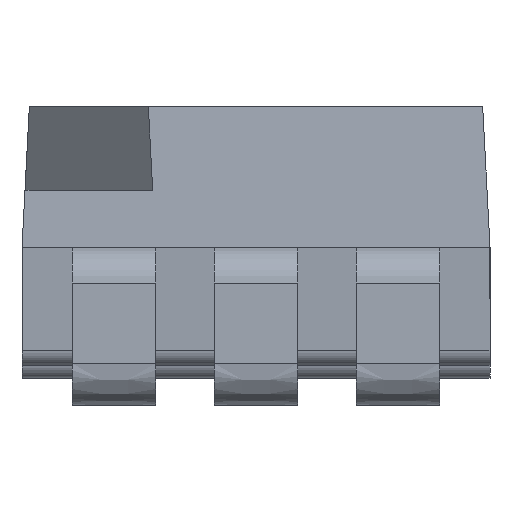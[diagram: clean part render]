
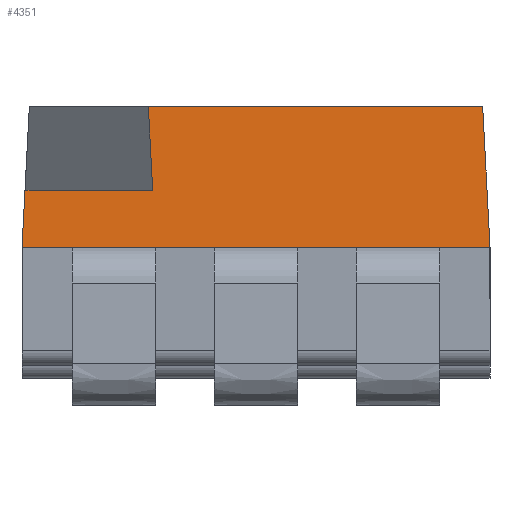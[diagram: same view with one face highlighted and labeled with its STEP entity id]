
A CAD part, left-side view. The second image highlights one B-rep face of the part: STEP entity #4351.
In plain terms, the highlighted planar face has unit normal (-0.999, 0, 0.052).
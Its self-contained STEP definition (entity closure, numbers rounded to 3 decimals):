
#311=ORIENTED_EDGE('',*,*,#1629,.F.);
#312=ORIENTED_EDGE('',*,*,#1630,.T.);
#313=ORIENTED_EDGE('',*,*,#1631,.T.);
#314=ORIENTED_EDGE('',*,*,#1617,.T.);
#315=ORIENTED_EDGE('',*,*,#1632,.F.);
#316=ORIENTED_EDGE('',*,*,#1633,.F.);
#1617=EDGE_CURVE('',#2276,#2277,#2717,.F.);
#1629=EDGE_CURVE('',#2288,#2289,#2725,.F.);
#1630=EDGE_CURVE('',#2288,#2290,#2726,.F.);
#1631=EDGE_CURVE('',#2290,#2276,#2727,.T.);
#1632=EDGE_CURVE('',#2291,#2277,#2728,.T.);
#1633=EDGE_CURVE('',#2289,#2291,#2729,.F.);
#2276=VERTEX_POINT('',#7326);
#2277=VERTEX_POINT('',#7327);
#2288=VERTEX_POINT('',#7351);
#2289=VERTEX_POINT('',#7352);
#2290=VERTEX_POINT('',#7354);
#2291=VERTEX_POINT('',#7357);
#2717=LINE('',#7325,#3201);
#2725=LINE('',#7350,#3209);
#2726=LINE('',#7353,#3210);
#2727=LINE('',#7355,#3211);
#2728=LINE('',#7356,#3212);
#2729=LINE('',#7358,#3213);
#3201=VECTOR('',#6053,1000.);
#3209=VECTOR('',#6071,1000.);
#3210=VECTOR('',#6072,1000.);
#3211=VECTOR('',#6073,1000.);
#3212=VECTOR('',#6074,1000.);
#3213=VECTOR('',#6075,1000.);
#3687=EDGE_LOOP('',(#311,#312,#313,#314,#315,#316));
#3937=FACE_BOUND('',#3687,.T.);
#4186=PLANE('',#5660);
#4351=ADVANCED_FACE('',(#3937),#4186,.T.);
#5660=AXIS2_PLACEMENT_3D('',#7349,#6069,#6070);
#6053=DIRECTION('',(0.,1.,0.));
#6069=DIRECTION('',(-0.999,0.,0.052));
#6070=DIRECTION('',(0.052,0.,0.999));
#6071=DIRECTION('',(-0.052,-0.052,-0.997));
#6072=DIRECTION('',(0.,-1.,0.));
#6073=DIRECTION('',(-0.052,0.052,-0.997));
#6074=DIRECTION('',(-0.052,-0.052,-0.997));
#6075=DIRECTION('',(0.,1.,0.));
#7325=CARTESIAN_POINT('',(-1.6,0.,1.15));
#7326=CARTESIAN_POINT('',(-1.6,1.4,1.15));
#7327=CARTESIAN_POINT('',(-1.6,-1.4,1.15));
#7349=CARTESIAN_POINT('',(-1.6,0.,1.15));
#7350=CARTESIAN_POINT('',(-1.602,0.598,1.119));
#7351=CARTESIAN_POINT('',(-1.582,0.618,1.49));
#7352=CARTESIAN_POINT('',(-1.556,0.644,1.99));
#7353=CARTESIAN_POINT('',(-1.582,0.,1.49));
#7354=CARTESIAN_POINT('',(-1.582,1.382,1.49));
#7355=CARTESIAN_POINT('',(-1.596,1.396,1.223));
#7356=CARTESIAN_POINT('',(-1.596,-1.396,1.233));
#7357=CARTESIAN_POINT('',(-1.556,-1.356,1.99));
#7358=CARTESIAN_POINT('',(-1.556,0.,1.99));
